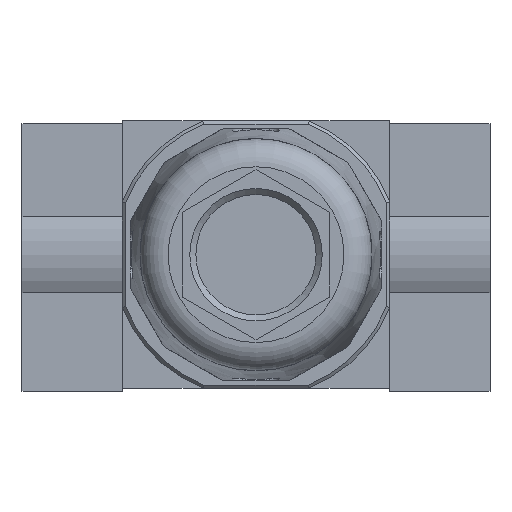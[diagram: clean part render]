
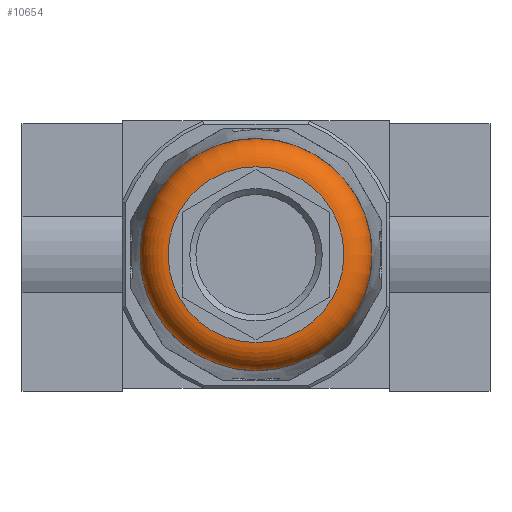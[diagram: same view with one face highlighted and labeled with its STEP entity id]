
A CAD part, front view. The second image highlights one B-rep face of the part: STEP entity #10654.
In plain terms, the highlighted toroidal (fillet/blend) face has major radius 13.15 mm and minor radius 4.2 mm.
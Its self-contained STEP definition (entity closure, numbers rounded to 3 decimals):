
#93=TOROIDAL_SURFACE('',#11449,13.15,4.2);
#3305=ORIENTED_EDGE('',*,*,#4554,.T.);
#3306=ORIENTED_EDGE('',*,*,#5109,.F.);
#4554=EDGE_CURVE('',#5723,#5723,#6425,.T.);
#5109=EDGE_CURVE('',#6078,#6078,#6610,.T.);
#5723=VERTEX_POINT('',#15152);
#6078=VERTEX_POINT('',#16767);
#6425=CIRCLE('',#11046,17.35);
#6610=CIRCLE('',#11448,13.15);
#7069=EDGE_LOOP('',(#3305));
#7070=EDGE_LOOP('',(#3306));
#7701=FACE_BOUND('',#7069,.T.);
#7702=FACE_BOUND('',#7070,.T.);
#10654=ADVANCED_FACE('',(#7701,#7702),#93,.T.);
#11046=AXIS2_PLACEMENT_3D('',#15151,#12219,#12220);
#11448=AXIS2_PLACEMENT_3D('',#16766,#13237,#13238);
#11449=AXIS2_PLACEMENT_3D('',#16780,#13245,#13246);
#12219=DIRECTION('',(0.,-1.,0.));
#12220=DIRECTION('',(0.,0.,-1.));
#13237=DIRECTION('',(0.,-1.,0.));
#13238=DIRECTION('',(0.,0.,-1.));
#13245=DIRECTION('',(0.,-1.,0.));
#13246=DIRECTION('',(0.,0.,-1.));
#15151=CARTESIAN_POINT('',(0.,-114.8,0.));
#15152=CARTESIAN_POINT('',(0.,-114.8,-17.35));
#16766=CARTESIAN_POINT('',(0.,-119.,0.));
#16767=CARTESIAN_POINT('',(0.,-119.,-13.15));
#16780=CARTESIAN_POINT('',(0.,-114.8,0.));
